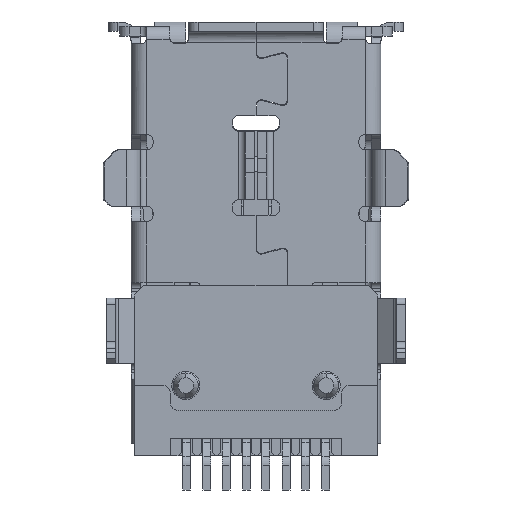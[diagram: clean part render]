
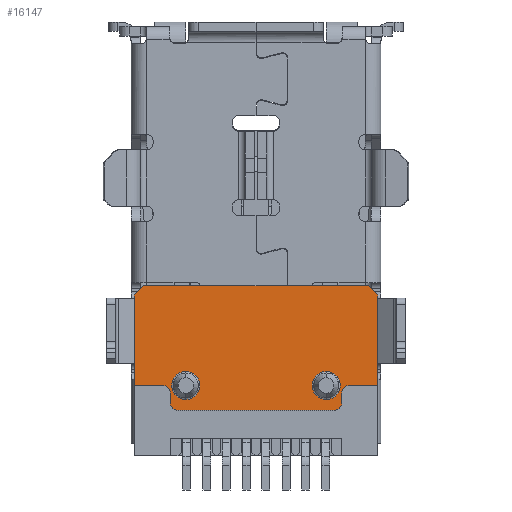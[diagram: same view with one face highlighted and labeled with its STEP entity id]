
A CAD part, front view. The second image highlights one B-rep face of the part: STEP entity #16147.
In plain terms, the highlighted planar face has unit normal (0, -1, 0).
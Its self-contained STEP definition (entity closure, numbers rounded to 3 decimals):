
#608=DIRECTION('',(-1.,0.,0.));
#609=VECTOR('',#608,7.21);
#610=CARTESIAN_POINT('',(3.605,-3.65,1.7));
#611=LINE('',#610,#609);
#686=DIRECTION('',(0.,0.,-1.));
#687=VECTOR('',#686,2.9);
#688=CARTESIAN_POINT('',(-3.905,-3.65,1.4));
#689=LINE('',#688,#687);
#906=DIRECTION('',(1.,0.,0.));
#907=VECTOR('',#906,5.);
#908=CARTESIAN_POINT('',(-2.5,-3.65,-2.3));
#909=LINE('',#908,#907);
#918=CARTESIAN_POINT('',(-2.5,-3.65,-2.05));
#919=DIRECTION('',(0.,1.,0.));
#920=DIRECTION('',(0.,0.,-1.));
#921=AXIS2_PLACEMENT_3D('',#918,#919,#920);
#923=DIRECTION('',(0.,0.,1.));
#924=VECTOR('',#923,0.3);
#925=CARTESIAN_POINT('',(-2.75,-3.65,-2.05));
#926=LINE('',#925,#924);
#927=CARTESIAN_POINT('',(-3.,-3.65,-1.75));
#928=DIRECTION('',(0.,-1.,0.));
#929=DIRECTION('',(1.,0.,0.));
#930=AXIS2_PLACEMENT_3D('',#927,#928,#929);
#932=DIRECTION('',(-1.,0.,0.));
#933=VECTOR('',#932,0.905);
#934=CARTESIAN_POINT('',(-3.,-3.65,-1.5));
#935=LINE('',#934,#933);
#936=DIRECTION('',(0.707,0.,0.707));
#937=VECTOR('',#936,0.424);
#938=CARTESIAN_POINT('',(-3.905,-3.65,1.4));
#939=LINE('',#938,#937);
#940=DIRECTION('',(0.707,0.,-0.707));
#941=VECTOR('',#940,0.424);
#942=CARTESIAN_POINT('',(3.605,-3.65,1.7));
#943=LINE('',#942,#941);
#944=CARTESIAN_POINT('',(3.,-3.65,-1.75));
#945=DIRECTION('',(0.,-1.,0.));
#946=DIRECTION('',(0.,0.,1.));
#947=AXIS2_PLACEMENT_3D('',#944,#945,#946);
#949=DIRECTION('',(0.,0.,-1.));
#950=VECTOR('',#949,0.3);
#951=CARTESIAN_POINT('',(2.75,-3.65,-1.75));
#952=LINE('',#951,#950);
#953=CARTESIAN_POINT('',(2.5,-3.65,-2.05));
#954=DIRECTION('',(0.,1.,0.));
#955=DIRECTION('',(1.,0.,0.));
#956=AXIS2_PLACEMENT_3D('',#953,#954,#955);
#958=CARTESIAN_POINT('',(-2.25,-3.65,-1.5));
#959=DIRECTION('',(0.,-1.,0.));
#960=DIRECTION('',(0.,0.,-1.));
#961=AXIS2_PLACEMENT_3D('',#958,#959,#960);
#963=CARTESIAN_POINT('',(-2.25,-3.65,-1.5));
#964=DIRECTION('',(0.,-1.,0.));
#965=DIRECTION('',(0.057,0.,0.998));
#966=AXIS2_PLACEMENT_3D('',#963,#964,#965);
#968=CARTESIAN_POINT('',(-2.25,-3.65,-1.5));
#969=DIRECTION('',(0.,-1.,0.));
#970=DIRECTION('',(0.,0.,1.));
#971=AXIS2_PLACEMENT_3D('',#968,#969,#970);
#973=CARTESIAN_POINT('',(-2.25,-3.65,-1.5));
#974=DIRECTION('',(0.,-1.,0.));
#975=DIRECTION('',(-0.057,0.,-0.998));
#976=AXIS2_PLACEMENT_3D('',#973,#974,#975);
#978=CARTESIAN_POINT('',(2.25,-3.65,-1.5));
#979=DIRECTION('',(0.,-1.,0.));
#980=DIRECTION('',(0.,0.,-1.));
#981=AXIS2_PLACEMENT_3D('',#978,#979,#980);
#983=CARTESIAN_POINT('',(2.25,-3.65,-1.5));
#984=DIRECTION('',(0.,-1.,0.));
#985=DIRECTION('',(0.057,0.,0.998));
#986=AXIS2_PLACEMENT_3D('',#983,#984,#985);
#988=CARTESIAN_POINT('',(2.25,-3.65,-1.5));
#989=DIRECTION('',(0.,-1.,0.));
#990=DIRECTION('',(0.,0.,1.));
#991=AXIS2_PLACEMENT_3D('',#988,#989,#990);
#993=CARTESIAN_POINT('',(2.25,-3.65,-1.5));
#994=DIRECTION('',(0.,-1.,0.));
#995=DIRECTION('',(-0.057,0.,-0.998));
#996=AXIS2_PLACEMENT_3D('',#993,#994,#995);
#1034=DIRECTION('',(0.,0.,1.));
#1035=VECTOR('',#1034,2.9);
#1036=CARTESIAN_POINT('',(3.905,-3.65,-1.5));
#1037=LINE('',#1036,#1035);
#1462=DIRECTION('',(1.,0.,0.));
#1463=VECTOR('',#1462,0.905);
#1464=CARTESIAN_POINT('',(3.,-3.65,-1.5));
#1465=LINE('',#1464,#1463);
#12161=CARTESIAN_POINT('',(-3.905,-3.65,1.4));
#12162=CARTESIAN_POINT('',(-3.605,-3.65,1.7));
#12163=VERTEX_POINT('',#12161);
#12164=VERTEX_POINT('',#12162);
#12165=CARTESIAN_POINT('',(-2.5,-3.65,-2.3));
#12166=CARTESIAN_POINT('',(-2.75,-3.65,-2.05));
#12167=VERTEX_POINT('',#12165);
#12168=VERTEX_POINT('',#12166);
#12169=CARTESIAN_POINT('',(-2.75,-3.65,-1.75));
#12170=VERTEX_POINT('',#12169);
#12171=CARTESIAN_POINT('',(-3.,-3.65,-1.5));
#12172=VERTEX_POINT('',#12171);
#12173=CARTESIAN_POINT('',(-3.905,-3.65,-1.5));
#12174=VERTEX_POINT('',#12173);
#12175=CARTESIAN_POINT('',(3.605,-3.65,1.7));
#12176=VERTEX_POINT('',#12175);
#12177=CARTESIAN_POINT('',(3.905,-3.65,1.4));
#12178=VERTEX_POINT('',#12177);
#12179=CARTESIAN_POINT('',(3.905,-3.65,-1.5));
#12180=VERTEX_POINT('',#12179);
#12181=CARTESIAN_POINT('',(3.,-3.65,-1.5));
#12182=VERTEX_POINT('',#12181);
#12183=CARTESIAN_POINT('',(2.75,-3.65,-1.75));
#12184=VERTEX_POINT('',#12183);
#12185=CARTESIAN_POINT('',(2.75,-3.65,-2.05));
#12186=VERTEX_POINT('',#12185);
#12187=CARTESIAN_POINT('',(2.5,-3.65,-2.3));
#12188=VERTEX_POINT('',#12187);
#12189=CARTESIAN_POINT('',(-2.25,-3.65,-1.95));
#12190=CARTESIAN_POINT('',(-2.224,-3.65,-1.051));
#12191=VERTEX_POINT('',#12189);
#12192=VERTEX_POINT('',#12190);
#12193=CARTESIAN_POINT('',(-2.25,-3.65,-1.05));
#12194=VERTEX_POINT('',#12193);
#12195=CARTESIAN_POINT('',(-2.276,-3.65,-1.949));
#12196=VERTEX_POINT('',#12195);
#12197=CARTESIAN_POINT('',(2.25,-3.65,-1.95));
#12198=CARTESIAN_POINT('',(2.276,-3.65,-1.051));
#12199=VERTEX_POINT('',#12197);
#12200=VERTEX_POINT('',#12198);
#12201=CARTESIAN_POINT('',(2.25,-3.65,-1.05));
#12202=VERTEX_POINT('',#12201);
#12203=CARTESIAN_POINT('',(2.224,-3.65,-1.949));
#12204=VERTEX_POINT('',#12203);
#16096=CARTESIAN_POINT('',(0.,-3.65,0.));
#16097=DIRECTION('',(0.,-1.,0.));
#16098=DIRECTION('',(0.,0.,-1.));
#16099=AXIS2_PLACEMENT_3D('',#16096,#16097,#16098);
#16100=PLANE('',#16099);
#16101=ORIENTED_EDGE('',*,*,#16087,.T.);
#16103=ORIENTED_EDGE('',*,*,#16102,.T.);
#16105=ORIENTED_EDGE('',*,*,#16104,.T.);
#16107=ORIENTED_EDGE('',*,*,#16106,.T.);
#16108=ORIENTED_EDGE('',*,*,#15882,.F.);
#16110=ORIENTED_EDGE('',*,*,#16109,.T.);
#16111=ORIENTED_EDGE('',*,*,#15780,.F.);
#16113=ORIENTED_EDGE('',*,*,#16112,.T.);
#16115=ORIENTED_EDGE('',*,*,#16114,.F.);
#16117=ORIENTED_EDGE('',*,*,#16116,.F.);
#16119=ORIENTED_EDGE('',*,*,#16118,.T.);
#16121=ORIENTED_EDGE('',*,*,#16120,.T.);
#16123=ORIENTED_EDGE('',*,*,#16122,.T.);
#16124=ORIENTED_EDGE('',*,*,#16074,.F.);
#16125=EDGE_LOOP('',(#16101,#16103,#16105,#16107,#16108,#16110,#16111,#16113,
#16115,#16117,#16119,#16121,#16123,#16124));
#16126=FACE_OUTER_BOUND('',#16125,.F.);
#16128=ORIENTED_EDGE('',*,*,#16127,.T.);
#16130=ORIENTED_EDGE('',*,*,#16129,.T.);
#16132=ORIENTED_EDGE('',*,*,#16131,.T.);
#16134=ORIENTED_EDGE('',*,*,#16133,.T.);
#16135=EDGE_LOOP('',(#16128,#16130,#16132,#16134));
#16136=FACE_BOUND('',#16135,.F.);
#16138=ORIENTED_EDGE('',*,*,#16137,.T.);
#16140=ORIENTED_EDGE('',*,*,#16139,.T.);
#16142=ORIENTED_EDGE('',*,*,#16141,.T.);
#16144=ORIENTED_EDGE('',*,*,#16143,.T.);
#16145=EDGE_LOOP('',(#16138,#16140,#16142,#16144));
#16146=FACE_BOUND('',#16145,.F.);
#922=CIRCLE('',#921,0.25);
#931=CIRCLE('',#930,0.25);
#948=CIRCLE('',#947,0.25);
#957=CIRCLE('',#956,0.25);
#962=CIRCLE('',#961,0.45);
#967=CIRCLE('',#966,0.45);
#972=CIRCLE('',#971,0.45);
#977=CIRCLE('',#976,0.45);
#982=CIRCLE('',#981,0.45);
#987=CIRCLE('',#986,0.45);
#992=CIRCLE('',#991,0.45);
#997=CIRCLE('',#996,0.45);
#15780=EDGE_CURVE('',#12176,#12164,#611,.T.);
#15882=EDGE_CURVE('',#12163,#12174,#689,.T.);
#16074=EDGE_CURVE('',#12167,#12188,#909,.T.);
#16087=EDGE_CURVE('',#12167,#12168,#922,.T.);
#16102=EDGE_CURVE('',#12168,#12170,#926,.T.);
#16104=EDGE_CURVE('',#12170,#12172,#931,.T.);
#16106=EDGE_CURVE('',#12172,#12174,#935,.T.);
#16109=EDGE_CURVE('',#12163,#12164,#939,.T.);
#16112=EDGE_CURVE('',#12176,#12178,#943,.T.);
#16114=EDGE_CURVE('',#12180,#12178,#1037,.T.);
#16116=EDGE_CURVE('',#12182,#12180,#1465,.T.);
#16118=EDGE_CURVE('',#12182,#12184,#948,.T.);
#16120=EDGE_CURVE('',#12184,#12186,#952,.T.);
#16122=EDGE_CURVE('',#12186,#12188,#957,.T.);
#16127=EDGE_CURVE('',#12191,#12192,#962,.T.);
#16129=EDGE_CURVE('',#12192,#12194,#967,.T.);
#16131=EDGE_CURVE('',#12194,#12196,#972,.T.);
#16133=EDGE_CURVE('',#12196,#12191,#977,.T.);
#16137=EDGE_CURVE('',#12199,#12200,#982,.T.);
#16139=EDGE_CURVE('',#12200,#12202,#987,.T.);
#16141=EDGE_CURVE('',#12202,#12204,#992,.T.);
#16143=EDGE_CURVE('',#12204,#12199,#997,.T.);
#16147=ADVANCED_FACE('',(#16126,#16136,#16146),#16100,.T.);
